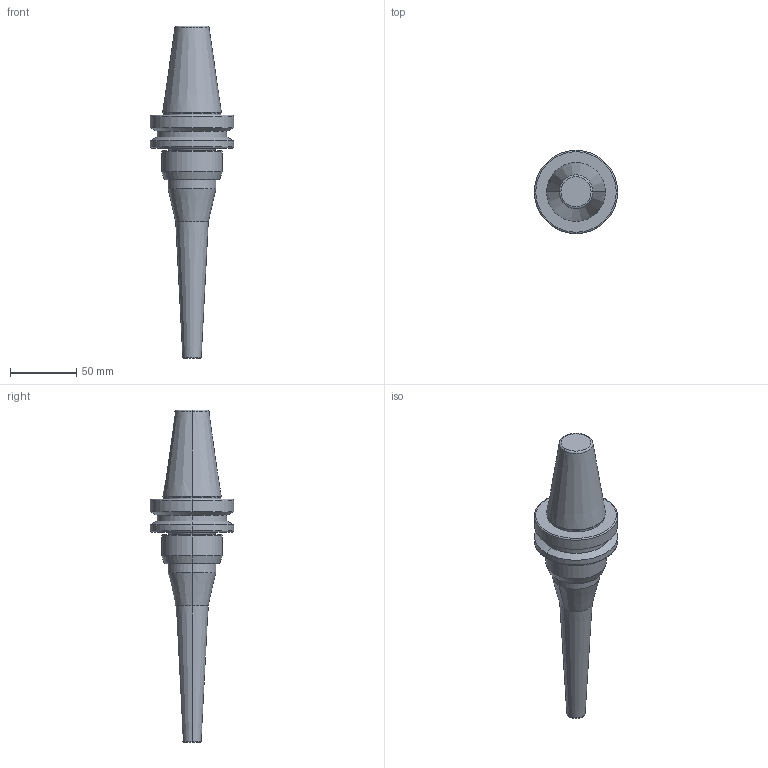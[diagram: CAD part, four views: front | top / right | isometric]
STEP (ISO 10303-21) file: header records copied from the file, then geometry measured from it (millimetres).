
FILE_DESCRIPTION (( 'STEP AP214' ), '1' );
FILE_NAME ('BT40-HPC0312M-185.STEP', '2019-03-20T07:44:43', ( 'ICAD2' ), ( 'Hewlett-Packard Company' ), 'SwSTEP 2.0', 'SolidWorks 2018', '' );
FILE_SCHEMA (( 'AUTOMOTIVE_DESIGN' ));
Length unit declared in the file: millimetre
Products named in the file (1): BT40-HPC0312M-185
Bounding box: 63 x 63 x 251.4 mm (x, y, z)
Volume: 232496.3 mm3; surface area: 31416.7 mm2
Topology: 1 solids, 1 shells, 48 faces, 94 edges, 52 vertices
Faces by surface type: torus 16, cone 14, cylinder 12, plane 6
Entity records: 1264 total; most frequent: DIRECTION 260, CARTESIAN_POINT 195, ORIENTED_EDGE 188, AXIS2_PLACEMENT_3D 117, EDGE_CURVE 94, CIRCLE 68, VERTEX_POINT 52, EDGE_LOOP 52
